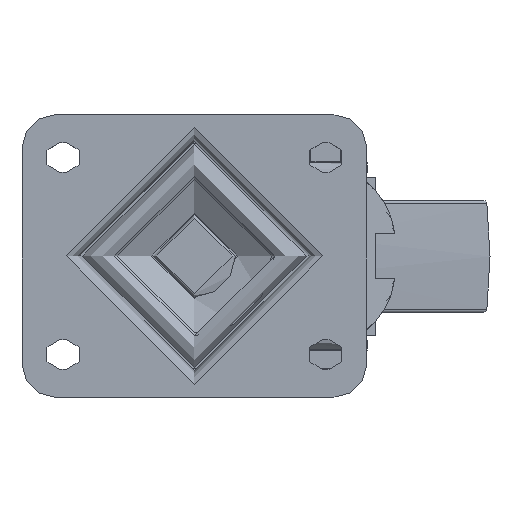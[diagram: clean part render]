
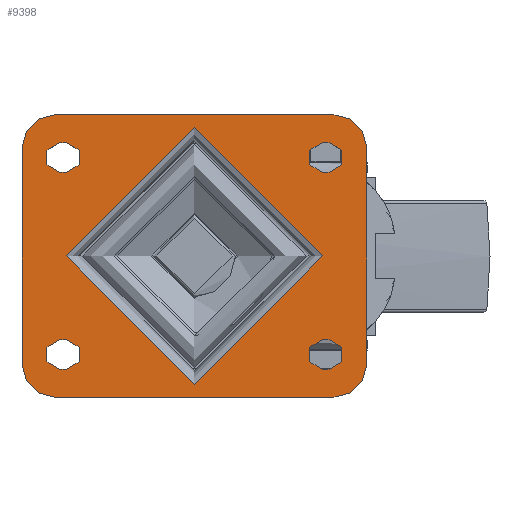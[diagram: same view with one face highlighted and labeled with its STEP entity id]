
A CAD part, top view. The second image highlights one B-rep face of the part: STEP entity #9398.
In plain terms, the highlighted planar face has unit normal (0, 0, 1).
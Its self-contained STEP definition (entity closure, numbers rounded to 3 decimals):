
#583=FACE_BOUND('',#3291,.T.);
#584=FACE_BOUND('',#3292,.T.);
#585=FACE_BOUND('',#3293,.T.);
#586=FACE_BOUND('',#3294,.T.);
#587=FACE_BOUND('',#3295,.T.);
#742=PLANE('',#10291);
#1194=LINE('',#14905,#1920);
#1195=LINE('',#14906,#1921);
#1196=LINE('',#14907,#1922);
#1197=LINE('',#14908,#1923);
#1198=LINE('',#14909,#1924);
#1199=LINE('',#14910,#1925);
#1200=LINE('',#14911,#1926);
#1201=LINE('',#14912,#1927);
#1202=LINE('',#14913,#1928);
#1203=LINE('',#14914,#1929);
#1204=LINE('',#14915,#1930);
#1205=LINE('',#14916,#1931);
#1920=VECTOR('',#11854,1000.);
#1921=VECTOR('',#11855,1000.);
#1922=VECTOR('',#11856,1000.);
#1923=VECTOR('',#11857,1000.);
#1924=VECTOR('',#11858,1000.);
#1925=VECTOR('',#11859,1000.);
#1926=VECTOR('',#11860,1000.);
#1927=VECTOR('',#11861,1000.);
#1928=VECTOR('',#11862,1000.);
#1929=VECTOR('',#11863,1000.);
#1930=VECTOR('',#11864,1000.);
#1931=VECTOR('',#11865,1000.);
#2726=FACE_OUTER_BOUND('',#3290,.T.);
#3290=EDGE_LOOP('',(#7209,#7210,#7211,#7212,#7213,#7214,#7215,#7216));
#3291=EDGE_LOOP('',(#7217));
#3292=EDGE_LOOP('',(#7218,#7219,#7220,#7221));
#3293=EDGE_LOOP('',(#7222,#7223,#7224,#7225));
#3294=EDGE_LOOP('',(#7226,#7227,#7228,#7229));
#3295=EDGE_LOOP('',(#7230,#7231,#7232,#7233));
#3743=CIRCLE('',#9964,4.5);
#3745=CIRCLE('',#9967,4.5);
#3747=CIRCLE('',#9970,4.5);
#3749=CIRCLE('',#9973,4.5);
#3751=CIRCLE('',#9976,4.5);
#3753=CIRCLE('',#9979,4.5);
#3755=CIRCLE('',#9982,4.5);
#3757=CIRCLE('',#9985,4.5);
#3758=CIRCLE('',#9987,10.);
#3760=CIRCLE('',#9990,10.);
#3762=CIRCLE('',#9993,10.);
#3764=CIRCLE('',#9996,10.);
#3774=CIRCLE('',#10010,39.);
#4141=VERTEX_POINT('',#13733);
#4142=VERTEX_POINT('',#13735);
#4145=VERTEX_POINT('',#13742);
#4146=VERTEX_POINT('',#13744);
#4149=VERTEX_POINT('',#13751);
#4150=VERTEX_POINT('',#13753);
#4153=VERTEX_POINT('',#13760);
#4154=VERTEX_POINT('',#13762);
#4157=VERTEX_POINT('',#13769);
#4158=VERTEX_POINT('',#13771);
#4161=VERTEX_POINT('',#13778);
#4162=VERTEX_POINT('',#13780);
#4165=VERTEX_POINT('',#13787);
#4166=VERTEX_POINT('',#13789);
#4169=VERTEX_POINT('',#13796);
#4170=VERTEX_POINT('',#13798);
#4171=VERTEX_POINT('',#13802);
#4172=VERTEX_POINT('',#13803);
#4175=VERTEX_POINT('',#13811);
#4176=VERTEX_POINT('',#13812);
#4179=VERTEX_POINT('',#13820);
#4180=VERTEX_POINT('',#13821);
#4183=VERTEX_POINT('',#13829);
#4184=VERTEX_POINT('',#13830);
#4193=VERTEX_POINT('',#13856);
#5023=EDGE_CURVE('',#4142,#4141,#3743,.T.);
#5027=EDGE_CURVE('',#4146,#4145,#3745,.T.);
#5031=EDGE_CURVE('',#4150,#4149,#3747,.T.);
#5035=EDGE_CURVE('',#4154,#4153,#3749,.T.);
#5039=EDGE_CURVE('',#4158,#4157,#3751,.T.);
#5043=EDGE_CURVE('',#4162,#4161,#3753,.T.);
#5047=EDGE_CURVE('',#4166,#4165,#3755,.T.);
#5051=EDGE_CURVE('',#4170,#4169,#3757,.T.);
#5053=EDGE_CURVE('',#4171,#4172,#3758,.T.);
#5057=EDGE_CURVE('',#4175,#4176,#3760,.T.);
#5061=EDGE_CURVE('',#4179,#4180,#3762,.T.);
#5065=EDGE_CURVE('',#4183,#4184,#3764,.T.);
#5078=EDGE_CURVE('',#4193,#4193,#3774,.T.);
#5443=EDGE_CURVE('',#4180,#4183,#1194,.T.);
#5444=EDGE_CURVE('',#4176,#4179,#1195,.T.);
#5445=EDGE_CURVE('',#4172,#4175,#1196,.T.);
#5446=EDGE_CURVE('',#4184,#4171,#1197,.T.);
#5447=EDGE_CURVE('',#4165,#4170,#1198,.T.);
#5448=EDGE_CURVE('',#4169,#4166,#1199,.T.);
#5449=EDGE_CURVE('',#4157,#4162,#1200,.T.);
#5450=EDGE_CURVE('',#4161,#4158,#1201,.T.);
#5451=EDGE_CURVE('',#4149,#4154,#1202,.T.);
#5452=EDGE_CURVE('',#4153,#4150,#1203,.T.);
#5453=EDGE_CURVE('',#4141,#4146,#1204,.T.);
#5454=EDGE_CURVE('',#4145,#4142,#1205,.T.);
#7209=ORIENTED_EDGE('',*,*,#5065,.F.);
#7210=ORIENTED_EDGE('',*,*,#5443,.F.);
#7211=ORIENTED_EDGE('',*,*,#5061,.F.);
#7212=ORIENTED_EDGE('',*,*,#5444,.F.);
#7213=ORIENTED_EDGE('',*,*,#5057,.F.);
#7214=ORIENTED_EDGE('',*,*,#5445,.F.);
#7215=ORIENTED_EDGE('',*,*,#5053,.F.);
#7216=ORIENTED_EDGE('',*,*,#5446,.F.);
#7217=ORIENTED_EDGE('',*,*,#5078,.F.);
#7218=ORIENTED_EDGE('',*,*,#5447,.T.);
#7219=ORIENTED_EDGE('',*,*,#5051,.T.);
#7220=ORIENTED_EDGE('',*,*,#5448,.T.);
#7221=ORIENTED_EDGE('',*,*,#5047,.T.);
#7222=ORIENTED_EDGE('',*,*,#5449,.T.);
#7223=ORIENTED_EDGE('',*,*,#5043,.T.);
#7224=ORIENTED_EDGE('',*,*,#5450,.T.);
#7225=ORIENTED_EDGE('',*,*,#5039,.T.);
#7226=ORIENTED_EDGE('',*,*,#5451,.T.);
#7227=ORIENTED_EDGE('',*,*,#5035,.T.);
#7228=ORIENTED_EDGE('',*,*,#5452,.T.);
#7229=ORIENTED_EDGE('',*,*,#5031,.T.);
#7230=ORIENTED_EDGE('',*,*,#5453,.T.);
#7231=ORIENTED_EDGE('',*,*,#5027,.T.);
#7232=ORIENTED_EDGE('',*,*,#5454,.T.);
#7233=ORIENTED_EDGE('',*,*,#5023,.T.);
#9398=ADVANCED_FACE('',(#2726,#583,#584,#585,#586,#587),#742,.T.);
#9964=AXIS2_PLACEMENT_3D('',#13736,#10988,#10989);
#9967=AXIS2_PLACEMENT_3D('',#13745,#10996,#10997);
#9970=AXIS2_PLACEMENT_3D('',#13754,#11004,#11005);
#9973=AXIS2_PLACEMENT_3D('',#13763,#11012,#11013);
#9976=AXIS2_PLACEMENT_3D('',#13772,#11020,#11021);
#9979=AXIS2_PLACEMENT_3D('',#13781,#11028,#11029);
#9982=AXIS2_PLACEMENT_3D('',#13790,#11036,#11037);
#9985=AXIS2_PLACEMENT_3D('',#13799,#11044,#11045);
#9987=AXIS2_PLACEMENT_3D('',#13804,#11049,#11050);
#9990=AXIS2_PLACEMENT_3D('',#13813,#11057,#11058);
#9993=AXIS2_PLACEMENT_3D('',#13822,#11065,#11066);
#9996=AXIS2_PLACEMENT_3D('',#13831,#11073,#11074);
#10010=AXIS2_PLACEMENT_3D('',#13857,#11104,#11105);
#10291=AXIS2_PLACEMENT_3D('',#14904,#11852,#11853);
#10988=DIRECTION('center_axis',(0.,0.,-1.));
#10989=DIRECTION('ref_axis',(1.,0.,0.));
#10996=DIRECTION('center_axis',(0.,0.,-1.));
#10997=DIRECTION('ref_axis',(-1.,0.,0.));
#11004=DIRECTION('center_axis',(0.,0.,-1.));
#11005=DIRECTION('ref_axis',(1.,0.,0.));
#11012=DIRECTION('center_axis',(0.,0.,-1.));
#11013=DIRECTION('ref_axis',(-1.,0.,0.));
#11020=DIRECTION('center_axis',(0.,0.,-1.));
#11021=DIRECTION('ref_axis',(-1.,0.,0.));
#11028=DIRECTION('center_axis',(0.,0.,-1.));
#11029=DIRECTION('ref_axis',(1.,0.,0.));
#11036=DIRECTION('center_axis',(0.,0.,-1.));
#11037=DIRECTION('ref_axis',(-1.,0.,0.));
#11044=DIRECTION('center_axis',(0.,0.,-1.));
#11045=DIRECTION('ref_axis',(1.,0.,0.));
#11049=DIRECTION('center_axis',(0.,0.,-1.));
#11050=DIRECTION('ref_axis',(-0.707,0.707,0.));
#11057=DIRECTION('center_axis',(0.,0.,-1.));
#11058=DIRECTION('ref_axis',(0.707,0.707,0.));
#11065=DIRECTION('center_axis',(0.,0.,-1.));
#11066=DIRECTION('ref_axis',(0.707,-0.707,0.));
#11073=DIRECTION('center_axis',(0.,0.,-1.));
#11074=DIRECTION('ref_axis',(-0.707,-0.707,0.));
#11104=DIRECTION('center_axis',(0.,0.,1.));
#11105=DIRECTION('ref_axis',(0.,-1.,0.));
#11852=DIRECTION('center_axis',(0.,0.,1.));
#11853=DIRECTION('ref_axis',(1.,0.,0.));
#11854=DIRECTION('',(-1.,0.,0.));
#11855=DIRECTION('',(0.,-1.,0.));
#11856=DIRECTION('',(1.,0.,0.));
#11857=DIRECTION('',(0.,1.,0.));
#11858=DIRECTION('',(-1.,0.,0.));
#11859=DIRECTION('',(1.,0.,0.));
#11860=DIRECTION('',(-1.,0.,0.));
#11861=DIRECTION('',(1.,0.,0.));
#11862=DIRECTION('',(1.,0.,0.));
#11863=DIRECTION('',(-1.,0.,0.));
#11864=DIRECTION('',(1.,0.,0.));
#11865=DIRECTION('',(-1.,0.,0.));
#13733=CARTESIAN_POINT('',(39.,-25.5,0.));
#13735=CARTESIAN_POINT('',(39.,-34.5,0.));
#13736=CARTESIAN_POINT('Origin',(39.,-30.,0.));
#13742=CARTESIAN_POINT('',(41.,-34.5,0.));
#13744=CARTESIAN_POINT('',(41.,-25.5,0.));
#13745=CARTESIAN_POINT('Origin',(41.,-30.,0.));
#13751=CARTESIAN_POINT('',(39.,34.5,0.));
#13753=CARTESIAN_POINT('',(39.,25.5,0.));
#13754=CARTESIAN_POINT('Origin',(39.,30.,0.));
#13760=CARTESIAN_POINT('',(41.,25.5,0.));
#13762=CARTESIAN_POINT('',(41.,34.5,0.));
#13763=CARTESIAN_POINT('Origin',(41.,30.,0.));
#13769=CARTESIAN_POINT('',(-39.,-34.5,0.));
#13771=CARTESIAN_POINT('',(-39.,-25.5,0.));
#13772=CARTESIAN_POINT('Origin',(-39.,-30.,0.));
#13778=CARTESIAN_POINT('',(-41.,-25.5,0.));
#13780=CARTESIAN_POINT('',(-41.,-34.5,0.));
#13781=CARTESIAN_POINT('Origin',(-41.,-30.,0.));
#13787=CARTESIAN_POINT('',(-39.,25.5,0.));
#13789=CARTESIAN_POINT('',(-39.,34.5,0.));
#13790=CARTESIAN_POINT('Origin',(-39.,30.,0.));
#13796=CARTESIAN_POINT('',(-41.,34.5,0.));
#13798=CARTESIAN_POINT('',(-41.,25.5,0.));
#13799=CARTESIAN_POINT('Origin',(-41.,30.,0.));
#13802=CARTESIAN_POINT('',(-52.5,33.,0.));
#13803=CARTESIAN_POINT('',(-42.5,43.,0.));
#13804=CARTESIAN_POINT('Origin',(-42.5,33.,0.));
#13811=CARTESIAN_POINT('',(42.5,43.,0.));
#13812=CARTESIAN_POINT('',(52.5,33.,0.));
#13813=CARTESIAN_POINT('Origin',(42.5,33.,0.));
#13820=CARTESIAN_POINT('',(52.5,-33.,0.));
#13821=CARTESIAN_POINT('',(42.5,-43.,0.));
#13822=CARTESIAN_POINT('Origin',(42.5,-33.,0.));
#13829=CARTESIAN_POINT('',(-42.5,-43.,0.));
#13830=CARTESIAN_POINT('',(-52.5,-33.,0.));
#13831=CARTESIAN_POINT('Origin',(-42.5,-33.,0.));
#13856=CARTESIAN_POINT('',(39.,0.,0.));
#13857=CARTESIAN_POINT('Origin',(0.,0.,0.));
#14904=CARTESIAN_POINT('Origin',(0.,0.,0.));
#14905=CARTESIAN_POINT('',(52.5,-43.,0.));
#14906=CARTESIAN_POINT('',(52.5,43.,0.));
#14907=CARTESIAN_POINT('',(-52.5,43.,0.));
#14908=CARTESIAN_POINT('',(-52.5,-43.,0.));
#14909=CARTESIAN_POINT('',(-41.,25.5,0.));
#14910=CARTESIAN_POINT('',(-41.,34.5,0.));
#14911=CARTESIAN_POINT('',(-41.,-34.5,0.));
#14912=CARTESIAN_POINT('',(-41.,-25.5,0.));
#14913=CARTESIAN_POINT('',(41.,34.5,0.));
#14914=CARTESIAN_POINT('',(41.,25.5,0.));
#14915=CARTESIAN_POINT('',(41.,-25.5,0.));
#14916=CARTESIAN_POINT('',(41.,-34.5,0.));
